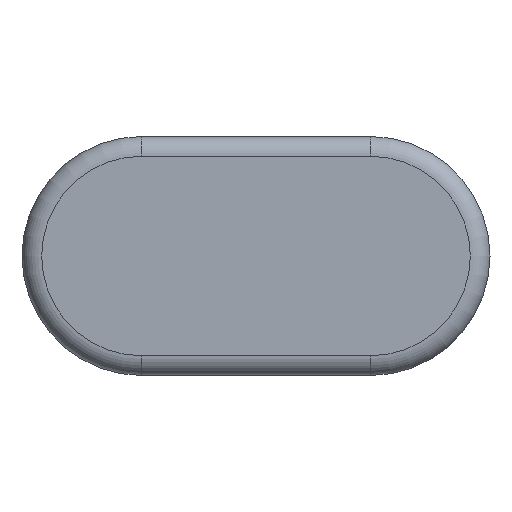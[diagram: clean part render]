
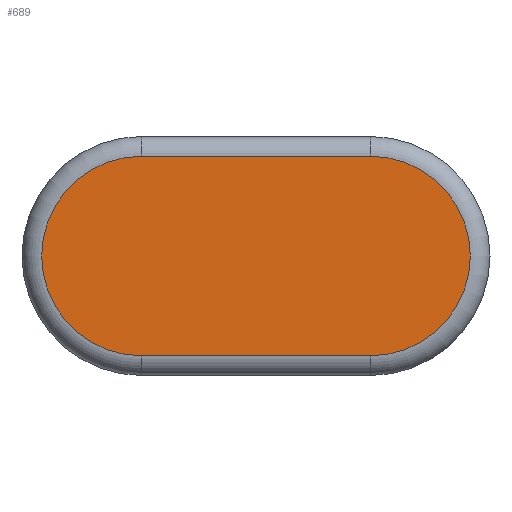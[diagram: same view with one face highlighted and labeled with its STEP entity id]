
A CAD part, front view. The second image highlights one B-rep face of the part: STEP entity #689.
In plain terms, the highlighted planar face has unit normal (0, -1, 0).
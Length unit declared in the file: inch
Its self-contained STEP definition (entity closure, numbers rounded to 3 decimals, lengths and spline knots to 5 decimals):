
#62=CIRCLE('',#772,0.405);
#70=CIRCLE('',#785,0.405);
#121=FACE_OUTER_BOUND('',#165,.T.);
#165=EDGE_LOOP('',(#560,#561,#562,#563));
#215=LINE('',#1154,#263);
#219=LINE('',#1182,#267);
#263=VECTOR('',#950,0.93);
#267=VECTOR('',#990,0.93);
#306=VERTEX_POINT('',#1150);
#307=VERTEX_POINT('',#1152);
#308=VERTEX_POINT('',#1158);
#313=VERTEX_POINT('',#1178);
#387=EDGE_CURVE('',#306,#307,#215,.T.);
#390=EDGE_CURVE('',#308,#306,#62,.T.);
#400=EDGE_CURVE('',#307,#313,#70,.T.);
#401=EDGE_CURVE('',#313,#308,#219,.T.);
#560=ORIENTED_EDGE('',*,*,#390,.T.);
#561=ORIENTED_EDGE('',*,*,#387,.T.);
#562=ORIENTED_EDGE('',*,*,#400,.T.);
#563=ORIENTED_EDGE('',*,*,#401,.T.);
#605=PLANE('',#786);
#689=ADVANCED_FACE('',(#121),#605,.F.);
#772=AXIS2_PLACEMENT_3D('',#1160,#958,#959);
#785=AXIS2_PLACEMENT_3D('',#1180,#986,#987);
#786=AXIS2_PLACEMENT_3D('',#1181,#988,#989);
#950=DIRECTION('',(-1.,0.,0.));
#958=DIRECTION('center_axis',(0.,-1.,0.));
#959=DIRECTION('ref_axis',(0.,0.,1.));
#986=DIRECTION('center_axis',(0.,-1.,0.));
#987=DIRECTION('ref_axis',(0.,0.,1.));
#988=DIRECTION('center_axis',(0.,1.,0.));
#989=DIRECTION('ref_axis',(0.,0.,1.));
#990=DIRECTION('',(1.,0.,0.));
#1150=CARTESIAN_POINT('',(0.465,-2.575,0.405));
#1152=CARTESIAN_POINT('',(-0.465,-2.575,0.405));
#1154=CARTESIAN_POINT('',(0.465,-2.575,0.405));
#1158=CARTESIAN_POINT('',(0.465,-2.575,-0.405));
#1160=CARTESIAN_POINT('Origin',(0.465,-2.575,0.));
#1178=CARTESIAN_POINT('',(-0.465,-2.575,-0.405));
#1180=CARTESIAN_POINT('Origin',(-0.465,-2.575,0.));
#1181=CARTESIAN_POINT('Origin',(-0.465,-2.575,0.));
#1182=CARTESIAN_POINT('',(-0.465,-2.575,-0.405));
